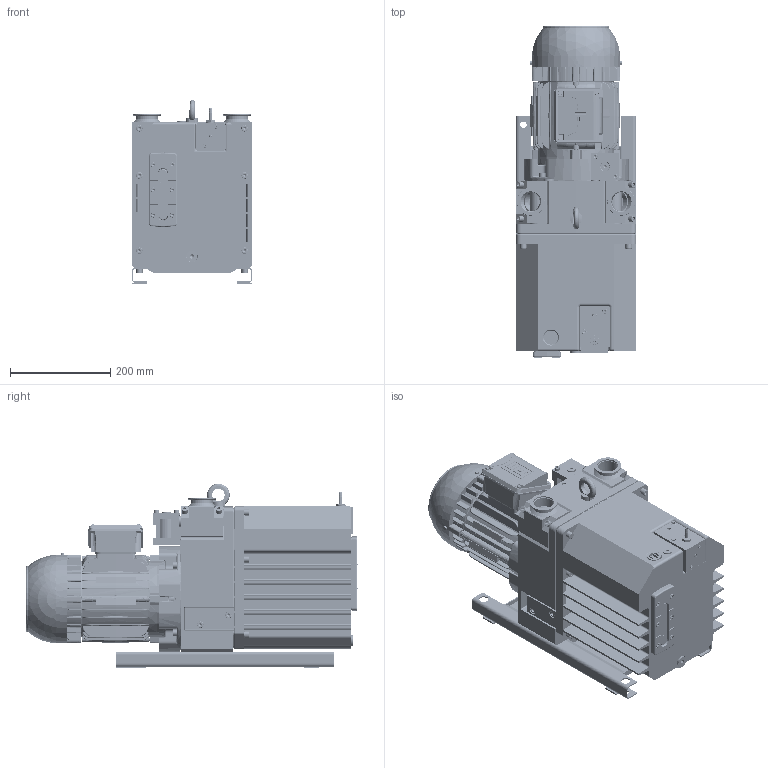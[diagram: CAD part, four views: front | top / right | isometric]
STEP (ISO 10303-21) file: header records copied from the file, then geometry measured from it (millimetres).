
FILE_DESCRIPTION(/* description */ (''),/* implementation_level */ '2;1');
FILE_NAME(/* name */ 'PK D45 035 F_Transferdok. 11000033820_A0.stp',/* time_stamp */ '2026-03-13T10:36:26+01:00',/* author */ (''),/* organization */ (''),/* preprocessor_version */ 'ST-DEVELOPER v20',/* originating_system */ 'SIEMENS PLM Software NX2412.8502',/* authorisation */ '');
FILE_SCHEMA (('AUTOMOTIVE_DESIGN { 1 0 10303 214 3 1 1 1 }'));
Products named in the file (1): 11000033820_A0 - Zeichnung
Bounding box: 240.42 x 662.26 x 368.19 mm (x, y, z)
Volume: 26119116.7 mm3; surface area: 2117448.3 mm2
Topology: 119 solids, 119 shells, 5417 faces, 13097 edges, 8169 vertices
Faces by surface type: plane 2755, cylinder 1257, bspline 590, cone 439, torus 331, sphere 45
Full cylindrical faces by diameter (mm): 1.2 x2, 1.6 x1, 1.8 x1, 2.5 x1, 2.7 x1, 3 x9, 3.2 x1, 3.242 x1, 3.571 x1, 4 x3, 4.134 x2, 4.3 x2, 4.5 x1, 4.6 x1, 4.8 x4, 4.917 x10, 5 x8, 5.5 x4, 5.7 x2, 5.9 x1, 6 x15, 6.5 x2, 6.647 x12, 6.7 x6, 6.8 x4, 7 x2, 7.5 x2, 7.8 x4, 8 x26, 8.376 x2
Entity records: 180684 total; most frequent: CARTESIAN_POINT 61627, ORIENTED_EDGE 24824, DIRECTION 22411, EDGE_CURVE 12412, VERTEX_POINT 8085, AXIS2_PLACEMENT_3D 7988, LINE 6435, VECTOR 6435
